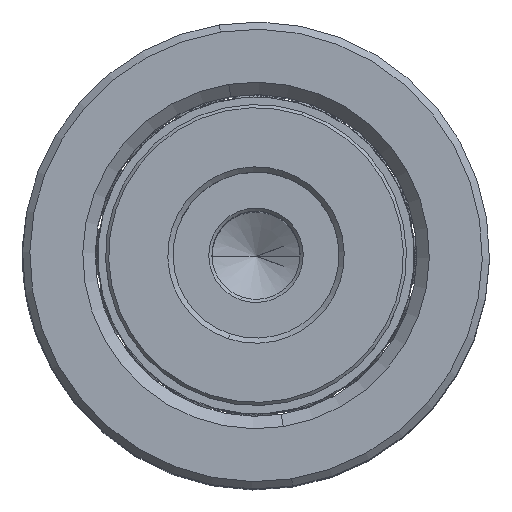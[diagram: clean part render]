
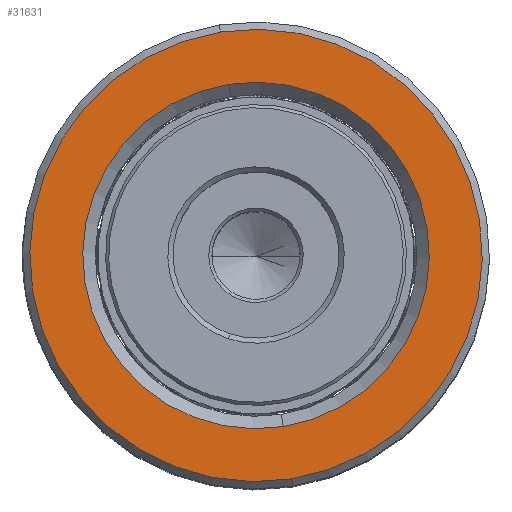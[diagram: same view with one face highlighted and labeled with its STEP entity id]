
A CAD part, top view. The second image highlights one B-rep face of the part: STEP entity #31631.
In plain terms, the highlighted planar face has unit normal (0, 0, 1).
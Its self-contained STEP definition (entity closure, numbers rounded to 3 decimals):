
#246 = CARTESIAN_POINT ( 'NONE',  ( 0., 0., 60. ) ) ;
#716 = AXIS2_PLACEMENT_3D ( 'NONE', #30224, #1473, #22436 ) ;
#1073 = AXIS2_PLACEMENT_3D ( 'NONE', #20577, #4552, #4769 ) ;
#1473 = DIRECTION ( 'NONE',  ( 0., 0., 1. ) ) ;
#2878 = DIRECTION ( 'NONE',  ( 0., 0., 1. ) ) ;
#3911 = ORIENTED_EDGE ( 'NONE', *, *, #11785, .T. ) ;
#3968 = PLANE ( 'NONE',  #12918 ) ;
#4552 = DIRECTION ( 'NONE',  ( 0., 0., -1. ) ) ;
#4769 = DIRECTION ( 'NONE',  ( 1., 0., 0. ) ) ;
#6826 = EDGE_LOOP ( 'NONE', ( #9584, #3911 ) ) ;
#6946 = FACE_OUTER_BOUND ( 'NONE', #6826, .T. ) ;
#8604 = DIRECTION ( 'NONE',  ( 1., 0., 0. ) ) ;
#9202 = CARTESIAN_POINT ( 'NONE',  ( 0., 0., 60. ) ) ;
#9584 = ORIENTED_EDGE ( 'NONE', *, *, #21264, .T. ) ;
#11658 = CIRCLE ( 'NONE', #1073, 16.7 ) ;
#11785 = EDGE_CURVE ( 'NONE', #20703, #13415, #13719, .T. ) ;
#11877 = ORIENTED_EDGE ( 'NONE', *, *, #16122, .T. ) ;
#12098 = DIRECTION ( 'NONE',  ( 0., 0., -1. ) ) ;
#12277 = EDGE_CURVE ( 'NONE', #26457, #17691, #11658, .T. ) ;
#12918 = AXIS2_PLACEMENT_3D ( 'NONE', #9202, #22943, #30625 ) ;
#13254 = CARTESIAN_POINT ( 'NONE',  ( -16.7, 0., 60. ) ) ;
#13415 = VERTEX_POINT ( 'NONE', #16331 ) ;
#13719 = CIRCLE ( 'NONE', #15559, 21.8 ) ;
#15559 = AXIS2_PLACEMENT_3D ( 'NONE', #246, #2878, #8604 ) ;
#16122 = EDGE_CURVE ( 'NONE', #17691, #26457, #20132, .T. ) ;
#16331 = CARTESIAN_POINT ( 'NONE',  ( -21.8, 0., 60. ) ) ;
#17691 = VERTEX_POINT ( 'NONE', #26720 ) ;
#19813 = ORIENTED_EDGE ( 'NONE', *, *, #12277, .T. ) ;
#20132 = CIRCLE ( 'NONE', #30948, 16.7 ) ;
#20577 = CARTESIAN_POINT ( 'NONE',  ( 0., 0., 60. ) ) ;
#20703 = VERTEX_POINT ( 'NONE', #24648 ) ;
#21071 = CIRCLE ( 'NONE', #716, 21.8 ) ;
#21264 = EDGE_CURVE ( 'NONE', #13415, #20703, #21071, .T. ) ;
#22436 = DIRECTION ( 'NONE',  ( 1., 0., 0. ) ) ;
#22943 = DIRECTION ( 'NONE',  ( 0., 0., 1. ) ) ;
#23560 = EDGE_LOOP ( 'NONE', ( #11877, #19813 ) ) ;
#24648 = CARTESIAN_POINT ( 'NONE',  ( 21.8, 0., 60. ) ) ;
#25042 = CARTESIAN_POINT ( 'NONE',  ( 0., 0., 60. ) ) ;
#26457 = VERTEX_POINT ( 'NONE', #13254 ) ;
#26720 = CARTESIAN_POINT ( 'NONE',  ( 16.7, 0., 60. ) ) ;
#30224 = CARTESIAN_POINT ( 'NONE',  ( 0., 0., 60. ) ) ;
#30625 = DIRECTION ( 'NONE',  ( 1., 0., 0. ) ) ;
#30948 = AXIS2_PLACEMENT_3D ( 'NONE', #25042, #12098, #33170 ) ;
#31168 = FACE_BOUND ( 'NONE', #23560, .T. ) ;
#31631 = ADVANCED_FACE ( 'NONE', ( #6946, #31168 ), #3968, .T. ) ;
#33170 = DIRECTION ( 'NONE',  ( 1., 0., 0. ) ) ;
